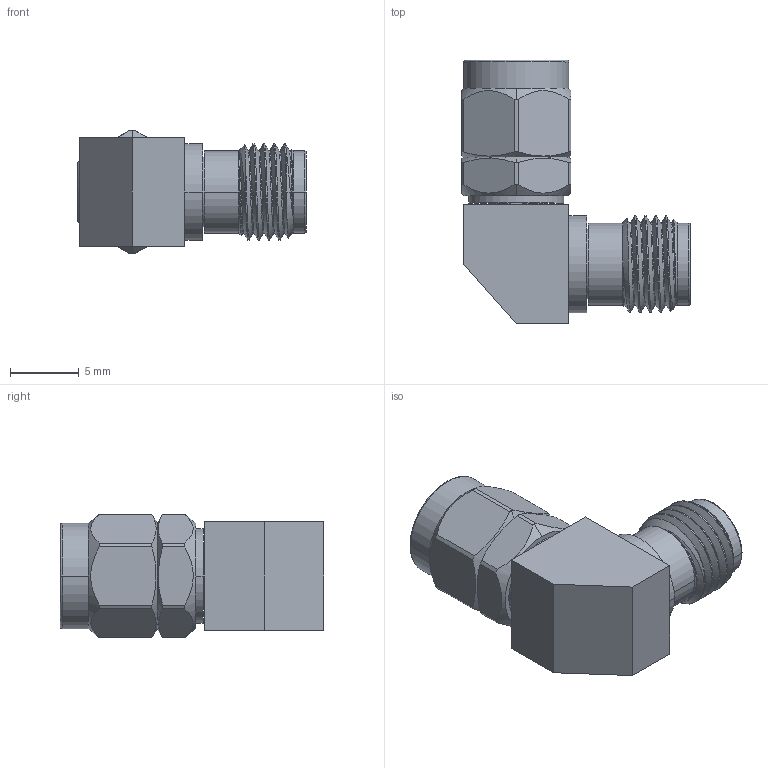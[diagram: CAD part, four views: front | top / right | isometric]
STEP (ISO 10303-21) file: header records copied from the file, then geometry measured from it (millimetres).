
FILE_DESCRIPTION (( 'STEP AP203' ), '1' );
FILE_NAME ('PE91160.step', '2018-09-17T19:00:50', ( '' ), ( '' ), 'SwSTEP 2.0', 'SolidWorks 2017', '' );
FILE_SCHEMA (( 'CONFIG_CONTROL_DESIGN' ));
Length unit declared in the file: inch
Products named in the file (1): PE91160
Bounding box: 16.62 x 19.14 x 8.99 mm (x, y, z)
Volume: 1112.8 mm3; surface area: 1185 mm2
Topology: 2 solids, 2 shells, 147 faces, 377 edges, 248 vertices
Faces by surface type: cylinder 61, plane 51, cone 23, torus 6, bspline 6
Entity records: 6846 total; most frequent: CARTESIAN_POINT 3289, ORIENTED_EDGE 754, DIRECTION 715, EDGE_CURVE 377, AXIS2_PLACEMENT_3D 289, VERTEX_POINT 248, EDGE_LOOP 163, ADVANCED_FACE 147
